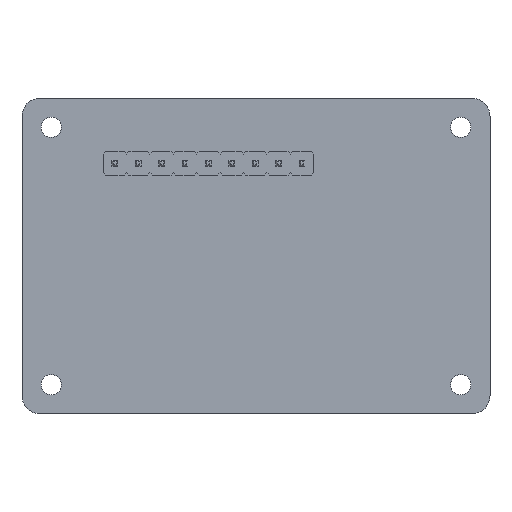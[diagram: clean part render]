
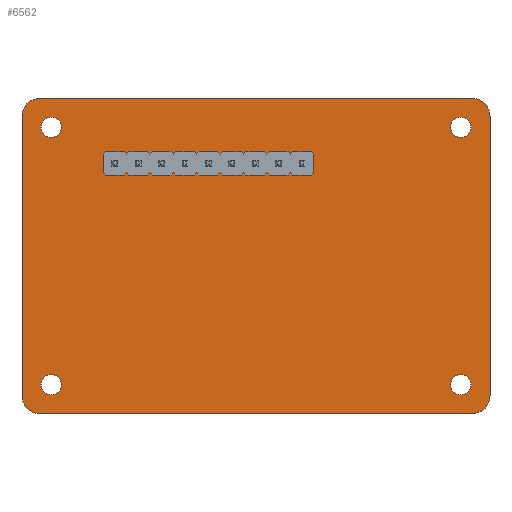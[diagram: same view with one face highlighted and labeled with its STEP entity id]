
A CAD part, top view. The second image highlights one B-rep face of the part: STEP entity #6562.
In plain terms, the highlighted planar face has unit normal (0, 0, 1).
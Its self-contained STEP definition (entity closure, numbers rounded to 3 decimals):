
#6238 = VERTEX_POINT('',#6239);
#6239 = CARTESIAN_POINT('',(150.4,-38.1,1.6));
#6245 = EDGE_CURVE('',#6238,#6246,#6248,.T.);
#6246 = VERTEX_POINT('',#6247);
#6247 = CARTESIAN_POINT('',(152.397,-39.957,1.6));
#6248 = CIRCLE('',#6249,1.998);
#6249 = AXIS2_PLACEMENT_3D('',#6250,#6251,#6252);
#6250 = CARTESIAN_POINT('',(150.405,-40.098,1.6));
#6251 = DIRECTION('',(0.,0.,-1.));
#6252 = DIRECTION('',(-0.002,1.,0.));
#6280 = VERTEX_POINT('',#6281);
#6281 = CARTESIAN_POINT('',(103.6,-38.1,1.6));
#6287 = EDGE_CURVE('',#6280,#6238,#6288,.T.);
#6288 = LINE('',#6289,#6290);
#6289 = CARTESIAN_POINT('',(103.6,-38.1,1.6));
#6290 = VECTOR('',#6291,1.);
#6291 = DIRECTION('',(1.,0.,0.));
#6309 = EDGE_CURVE('',#6246,#6310,#6312,.T.);
#6310 = VERTEX_POINT('',#6311);
#6311 = CARTESIAN_POINT('',(152.4,-40.1,1.6));
#6312 = LINE('',#6313,#6314);
#6313 = CARTESIAN_POINT('',(152.397,-39.957,1.6));
#6314 = VECTOR('',#6315,1.);
#6315 = DIRECTION('',(0.018,-1.,0.));
#6562 = ADVANCED_FACE('',(#6563,#6641,#6652,#6663,#6674,#6685,#6696,
    #6707,#6718,#6729,#6740,#6751,#6762,#6773),#6784,.T.);
#6563 = FACE_BOUND('',#6564,.T.);
#6564 = EDGE_LOOP('',(#6565,#6566,#6567,#6575,#6584,#6592,#6600,#6609,
    #6617,#6625,#6634,#6640));
#6565 = ORIENTED_EDGE('',*,*,#6245,.F.);
#6566 = ORIENTED_EDGE('',*,*,#6287,.F.);
#6567 = ORIENTED_EDGE('',*,*,#6568,.F.);
#6568 = EDGE_CURVE('',#6569,#6280,#6571,.T.);
#6569 = VERTEX_POINT('',#6570);
#6570 = CARTESIAN_POINT('',(103.457,-38.103,1.6));
#6571 = LINE('',#6572,#6573);
#6572 = CARTESIAN_POINT('',(103.457,-38.103,1.6));
#6573 = VECTOR('',#6574,1.);
#6574 = DIRECTION('',(1.,0.018,0.));
#6575 = ORIENTED_EDGE('',*,*,#6576,.F.);
#6576 = EDGE_CURVE('',#6577,#6569,#6579,.T.);
#6577 = VERTEX_POINT('',#6578);
#6578 = CARTESIAN_POINT('',(101.6,-40.1,1.6));
#6579 = CIRCLE('',#6580,1.998);
#6580 = AXIS2_PLACEMENT_3D('',#6581,#6582,#6583);
#6581 = CARTESIAN_POINT('',(103.598,-40.095,1.6));
#6582 = DIRECTION('',(0.,0.,-1.));
#6583 = DIRECTION('',(-1.,-0.002,-0.));
#6584 = ORIENTED_EDGE('',*,*,#6585,.F.);
#6585 = EDGE_CURVE('',#6586,#6577,#6588,.T.);
#6586 = VERTEX_POINT('',#6587);
#6587 = CARTESIAN_POINT('',(101.6,-70.39,1.6));
#6588 = LINE('',#6589,#6590);
#6589 = CARTESIAN_POINT('',(101.6,-70.39,1.6));
#6590 = VECTOR('',#6591,1.);
#6591 = DIRECTION('',(0.,1.,0.));
#6592 = ORIENTED_EDGE('',*,*,#6593,.F.);
#6593 = EDGE_CURVE('',#6594,#6586,#6596,.T.);
#6594 = VERTEX_POINT('',#6595);
#6595 = CARTESIAN_POINT('',(101.603,-70.533,1.6));
#6596 = LINE('',#6597,#6598);
#6597 = CARTESIAN_POINT('',(101.603,-70.533,1.6));
#6598 = VECTOR('',#6599,1.);
#6599 = DIRECTION('',(-0.018,1.,0.));
#6600 = ORIENTED_EDGE('',*,*,#6601,.F.);
#6601 = EDGE_CURVE('',#6602,#6594,#6604,.T.);
#6602 = VERTEX_POINT('',#6603);
#6603 = CARTESIAN_POINT('',(103.6,-72.39,1.6));
#6604 = CIRCLE('',#6605,1.998);
#6605 = AXIS2_PLACEMENT_3D('',#6606,#6607,#6608);
#6606 = CARTESIAN_POINT('',(103.595,-70.392,1.6));
#6607 = DIRECTION('',(0.,0.,-1.));
#6608 = DIRECTION('',(0.002,-1.,0.));
#6609 = ORIENTED_EDGE('',*,*,#6610,.F.);
#6610 = EDGE_CURVE('',#6611,#6602,#6613,.T.);
#6611 = VERTEX_POINT('',#6612);
#6612 = CARTESIAN_POINT('',(150.4,-72.39,1.6));
#6613 = LINE('',#6614,#6615);
#6614 = CARTESIAN_POINT('',(150.4,-72.39,1.6));
#6615 = VECTOR('',#6616,1.);
#6616 = DIRECTION('',(-1.,0.,0.));
#6617 = ORIENTED_EDGE('',*,*,#6618,.F.);
#6618 = EDGE_CURVE('',#6619,#6611,#6621,.T.);
#6619 = VERTEX_POINT('',#6620);
#6620 = CARTESIAN_POINT('',(150.543,-72.387,1.6));
#6621 = LINE('',#6622,#6623);
#6622 = CARTESIAN_POINT('',(150.543,-72.387,1.6));
#6623 = VECTOR('',#6624,1.);
#6624 = DIRECTION('',(-1.,-0.018,0.));
#6625 = ORIENTED_EDGE('',*,*,#6626,.F.);
#6626 = EDGE_CURVE('',#6627,#6619,#6629,.T.);
#6627 = VERTEX_POINT('',#6628);
#6628 = CARTESIAN_POINT('',(152.4,-70.39,1.6));
#6629 = CIRCLE('',#6630,1.998);
#6630 = AXIS2_PLACEMENT_3D('',#6631,#6632,#6633);
#6631 = CARTESIAN_POINT('',(150.402,-70.395,1.6));
#6632 = DIRECTION('',(0.,0.,-1.));
#6633 = DIRECTION('',(1.,0.002,0.));
#6634 = ORIENTED_EDGE('',*,*,#6635,.F.);
#6635 = EDGE_CURVE('',#6310,#6627,#6636,.T.);
#6636 = LINE('',#6637,#6638);
#6637 = CARTESIAN_POINT('',(152.4,-40.1,1.6));
#6638 = VECTOR('',#6639,1.);
#6639 = DIRECTION('',(0.,-1.,0.));
#6640 = ORIENTED_EDGE('',*,*,#6309,.F.);
#6641 = FACE_BOUND('',#6642,.T.);
#6642 = EDGE_LOOP('',(#6643));
#6643 = ORIENTED_EDGE('',*,*,#6644,.T.);
#6644 = EDGE_CURVE('',#6645,#6645,#6647,.T.);
#6645 = VERTEX_POINT('',#6646);
#6646 = CARTESIAN_POINT('',(104.775,-70.315,1.6));
#6647 = CIRCLE('',#6648,1.1);
#6648 = AXIS2_PLACEMENT_3D('',#6649,#6650,#6651);
#6649 = CARTESIAN_POINT('',(104.775,-69.215,1.6));
#6650 = DIRECTION('',(-0.,0.,-1.));
#6651 = DIRECTION('',(-0.,-1.,0.));
#6652 = FACE_BOUND('',#6653,.T.);
#6653 = EDGE_LOOP('',(#6654));
#6654 = ORIENTED_EDGE('',*,*,#6655,.T.);
#6655 = EDGE_CURVE('',#6656,#6656,#6658,.T.);
#6656 = VERTEX_POINT('',#6657);
#6657 = CARTESIAN_POINT('',(149.225,-70.315,1.6));
#6658 = CIRCLE('',#6659,1.1);
#6659 = AXIS2_PLACEMENT_3D('',#6660,#6661,#6662);
#6660 = CARTESIAN_POINT('',(149.225,-69.215,1.6));
#6661 = DIRECTION('',(-0.,0.,-1.));
#6662 = DIRECTION('',(-0.,-1.,0.));
#6663 = FACE_BOUND('',#6664,.T.);
#6664 = EDGE_LOOP('',(#6665));
#6665 = ORIENTED_EDGE('',*,*,#6666,.T.);
#6666 = EDGE_CURVE('',#6667,#6667,#6669,.T.);
#6667 = VERTEX_POINT('',#6668);
#6668 = CARTESIAN_POINT('',(111.679,-45.696,1.6));
#6669 = CIRCLE('',#6670,0.5);
#6670 = AXIS2_PLACEMENT_3D('',#6671,#6672,#6673);
#6671 = CARTESIAN_POINT('',(111.679,-45.196,1.6));
#6672 = DIRECTION('',(-0.,0.,-1.));
#6673 = DIRECTION('',(-0.,-1.,0.));
#6674 = FACE_BOUND('',#6675,.T.);
#6675 = EDGE_LOOP('',(#6676));
#6676 = ORIENTED_EDGE('',*,*,#6677,.T.);
#6677 = EDGE_CURVE('',#6678,#6678,#6680,.T.);
#6678 = VERTEX_POINT('',#6679);
#6679 = CARTESIAN_POINT('',(114.219,-45.696,1.6));
#6680 = CIRCLE('',#6681,0.5);
#6681 = AXIS2_PLACEMENT_3D('',#6682,#6683,#6684);
#6682 = CARTESIAN_POINT('',(114.219,-45.196,1.6));
#6683 = DIRECTION('',(-0.,0.,-1.));
#6684 = DIRECTION('',(-0.,-1.,0.));
#6685 = FACE_BOUND('',#6686,.T.);
#6686 = EDGE_LOOP('',(#6687));
#6687 = ORIENTED_EDGE('',*,*,#6688,.T.);
#6688 = EDGE_CURVE('',#6689,#6689,#6691,.T.);
#6689 = VERTEX_POINT('',#6690);
#6690 = CARTESIAN_POINT('',(104.775,-42.375,1.6));
#6691 = CIRCLE('',#6692,1.1);
#6692 = AXIS2_PLACEMENT_3D('',#6693,#6694,#6695);
#6693 = CARTESIAN_POINT('',(104.775,-41.275,1.6));
#6694 = DIRECTION('',(-0.,0.,-1.));
#6695 = DIRECTION('',(-0.,-1.,0.));
#6696 = FACE_BOUND('',#6697,.T.);
#6697 = EDGE_LOOP('',(#6698));
#6698 = ORIENTED_EDGE('',*,*,#6699,.T.);
#6699 = EDGE_CURVE('',#6700,#6700,#6702,.T.);
#6700 = VERTEX_POINT('',#6701);
#6701 = CARTESIAN_POINT('',(116.759,-45.696,1.6));
#6702 = CIRCLE('',#6703,0.5);
#6703 = AXIS2_PLACEMENT_3D('',#6704,#6705,#6706);
#6704 = CARTESIAN_POINT('',(116.759,-45.196,1.6));
#6705 = DIRECTION('',(-0.,0.,-1.));
#6706 = DIRECTION('',(-0.,-1.,0.));
#6707 = FACE_BOUND('',#6708,.T.);
#6708 = EDGE_LOOP('',(#6709));
#6709 = ORIENTED_EDGE('',*,*,#6710,.T.);
#6710 = EDGE_CURVE('',#6711,#6711,#6713,.T.);
#6711 = VERTEX_POINT('',#6712);
#6712 = CARTESIAN_POINT('',(119.299,-45.696,1.6));
#6713 = CIRCLE('',#6714,0.5);
#6714 = AXIS2_PLACEMENT_3D('',#6715,#6716,#6717);
#6715 = CARTESIAN_POINT('',(119.299,-45.196,1.6));
#6716 = DIRECTION('',(-0.,0.,-1.));
#6717 = DIRECTION('',(-0.,-1.,0.));
#6718 = FACE_BOUND('',#6719,.T.);
#6719 = EDGE_LOOP('',(#6720));
#6720 = ORIENTED_EDGE('',*,*,#6721,.T.);
#6721 = EDGE_CURVE('',#6722,#6722,#6724,.T.);
#6722 = VERTEX_POINT('',#6723);
#6723 = CARTESIAN_POINT('',(121.839,-45.696,1.6));
#6724 = CIRCLE('',#6725,0.5);
#6725 = AXIS2_PLACEMENT_3D('',#6726,#6727,#6728);
#6726 = CARTESIAN_POINT('',(121.839,-45.196,1.6));
#6727 = DIRECTION('',(-0.,0.,-1.));
#6728 = DIRECTION('',(-0.,-1.,0.));
#6729 = FACE_BOUND('',#6730,.T.);
#6730 = EDGE_LOOP('',(#6731));
#6731 = ORIENTED_EDGE('',*,*,#6732,.T.);
#6732 = EDGE_CURVE('',#6733,#6733,#6735,.T.);
#6733 = VERTEX_POINT('',#6734);
#6734 = CARTESIAN_POINT('',(124.379,-45.696,1.6));
#6735 = CIRCLE('',#6736,0.5);
#6736 = AXIS2_PLACEMENT_3D('',#6737,#6738,#6739);
#6737 = CARTESIAN_POINT('',(124.379,-45.196,1.6));
#6738 = DIRECTION('',(-0.,0.,-1.));
#6739 = DIRECTION('',(-0.,-1.,0.));
#6740 = FACE_BOUND('',#6741,.T.);
#6741 = EDGE_LOOP('',(#6742));
#6742 = ORIENTED_EDGE('',*,*,#6743,.T.);
#6743 = EDGE_CURVE('',#6744,#6744,#6746,.T.);
#6744 = VERTEX_POINT('',#6745);
#6745 = CARTESIAN_POINT('',(126.919,-45.696,1.6));
#6746 = CIRCLE('',#6747,0.5);
#6747 = AXIS2_PLACEMENT_3D('',#6748,#6749,#6750);
#6748 = CARTESIAN_POINT('',(126.919,-45.196,1.6));
#6749 = DIRECTION('',(-0.,0.,-1.));
#6750 = DIRECTION('',(-0.,-1.,0.));
#6751 = FACE_BOUND('',#6752,.T.);
#6752 = EDGE_LOOP('',(#6753));
#6753 = ORIENTED_EDGE('',*,*,#6754,.T.);
#6754 = EDGE_CURVE('',#6755,#6755,#6757,.T.);
#6755 = VERTEX_POINT('',#6756);
#6756 = CARTESIAN_POINT('',(129.459,-45.696,1.6));
#6757 = CIRCLE('',#6758,0.5);
#6758 = AXIS2_PLACEMENT_3D('',#6759,#6760,#6761);
#6759 = CARTESIAN_POINT('',(129.459,-45.196,1.6));
#6760 = DIRECTION('',(-0.,0.,-1.));
#6761 = DIRECTION('',(-0.,-1.,0.));
#6762 = FACE_BOUND('',#6763,.T.);
#6763 = EDGE_LOOP('',(#6764));
#6764 = ORIENTED_EDGE('',*,*,#6765,.T.);
#6765 = EDGE_CURVE('',#6766,#6766,#6768,.T.);
#6766 = VERTEX_POINT('',#6767);
#6767 = CARTESIAN_POINT('',(131.999,-45.696,1.6));
#6768 = CIRCLE('',#6769,0.5);
#6769 = AXIS2_PLACEMENT_3D('',#6770,#6771,#6772);
#6770 = CARTESIAN_POINT('',(131.999,-45.196,1.6));
#6771 = DIRECTION('',(-0.,0.,-1.));
#6772 = DIRECTION('',(-0.,-1.,0.));
#6773 = FACE_BOUND('',#6774,.T.);
#6774 = EDGE_LOOP('',(#6775));
#6775 = ORIENTED_EDGE('',*,*,#6776,.T.);
#6776 = EDGE_CURVE('',#6777,#6777,#6779,.T.);
#6777 = VERTEX_POINT('',#6778);
#6778 = CARTESIAN_POINT('',(149.225,-42.375,1.6));
#6779 = CIRCLE('',#6780,1.1);
#6780 = AXIS2_PLACEMENT_3D('',#6781,#6782,#6783);
#6781 = CARTESIAN_POINT('',(149.225,-41.275,1.6));
#6782 = DIRECTION('',(-0.,0.,-1.));
#6783 = DIRECTION('',(-0.,-1.,0.));
#6784 = PLANE('',#6785);
#6785 = AXIS2_PLACEMENT_3D('',#6786,#6787,#6788);
#6786 = CARTESIAN_POINT('',(0.,0.,1.6));
#6787 = DIRECTION('',(0.,0.,1.));
#6788 = DIRECTION('',(1.,0.,-0.));
